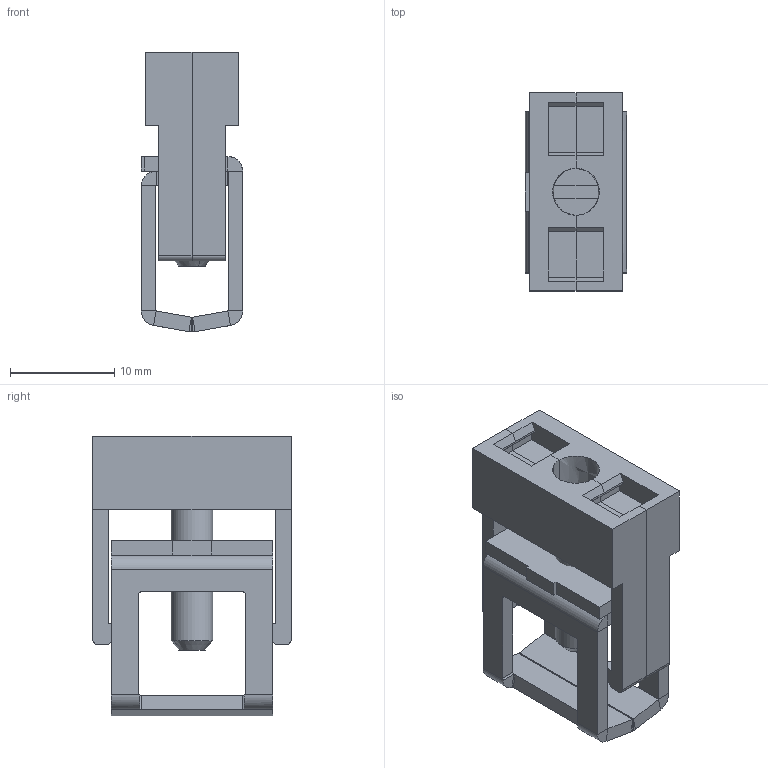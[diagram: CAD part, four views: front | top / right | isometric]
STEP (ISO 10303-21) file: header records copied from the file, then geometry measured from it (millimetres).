
FILE_DESCRIPTION(('CATIA V5R24 STEP','CAx-IF Rec.Pracs.--- Model Styling and Organization---1.2---2011-12-15'),'2;1');
FILE_NAME ('D1446004_0', '2016-12-22T10:05:37+00:00', ('Weidmueller Interface'), ('Weidmueller'), 'CATIA Version 5-6 Release 2014 SP4 HF52', 'CATIA V5 STEP AP214', 'none');
FILE_SCHEMA(('AUTOMOTIVE_DESIGN { 1 0 10303 214 1 1 1 1 }'));
Length unit declared in the file: millimetre
Products named in the file (1): v5-standard_part
Bounding box: 9.7 x 19 x 26.8 mm (x, y, z)
Volume: 2283.3 mm3; surface area: 3322.3 mm2
Topology: 4 solids, 4 shells, 196 faces, 515 edges, 322 vertices
Faces by surface type: plane 146, cylinder 36, extrusion 6, bspline 4, cone 4
Entity records: 6038 total; most frequent: CARTESIAN_POINT 1393, ORIENTED_EDGE 1030, DIRECTION 801, EDGE_CURVE 515, VECTOR 411, LINE 405, VERTEX_POINT 322, AXIS2_PLACEMENT_3D 228
